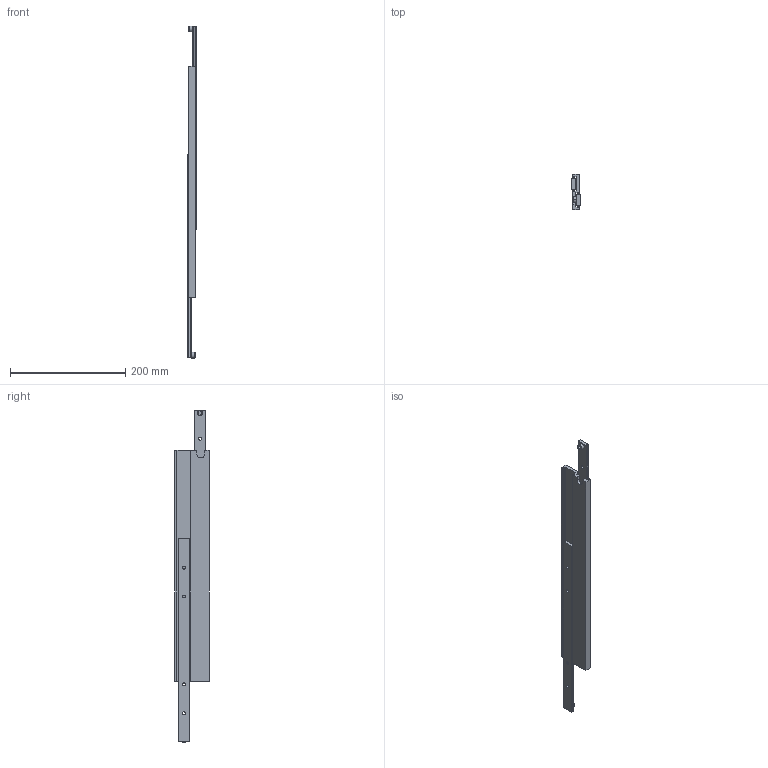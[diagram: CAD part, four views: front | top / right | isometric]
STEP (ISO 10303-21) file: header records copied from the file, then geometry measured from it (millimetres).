
FILE_DESCRIPTION (( 'STEP AP214' ), '1' );
FILE_NAME ('STR60-400.STEP', '2021-08-09T11:18:53', ( '' ), ( '' ), 'SwSTEP 2.0', 'SolidWorks 2020', '' );
FILE_SCHEMA (( 'AUTOMOTIVE_DESIGN' ));
Length unit declared in the file: millimetre
Products named in the file (3): zensko60_400; STR60-400; masko30_400
Assembly tree (3 placements, depth 2):
  STR60-400
    masko30_400  x2
    zensko60_400
Bounding box: 14 x 60 x 575.19 mm (x, y, z)
Volume: 229214.8 mm3; surface area: 109359.9 mm2
Topology: 3 solids, 3 shells, 92 faces, 244 edges, 160 vertices
Faces by surface type: plane 56, cylinder 32, torus 4
Entity records: 2077 total; most frequent: DIRECTION 347, CARTESIAN_POINT 345, ORIENTED_EDGE 334, EDGE_CURVE 167, LINE 123, VECTOR 123, AXIS2_PLACEMENT_3D 112, VERTEX_POINT 110
